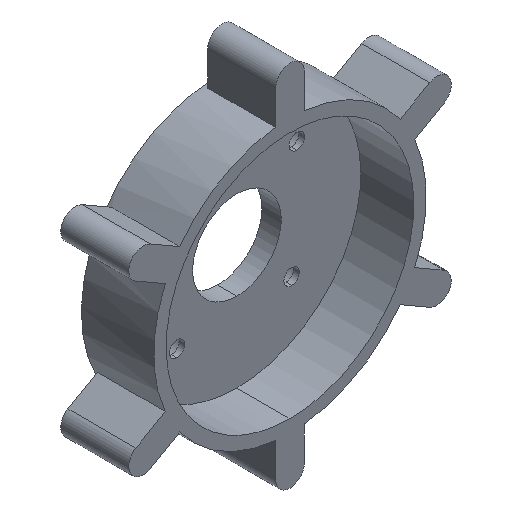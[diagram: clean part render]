
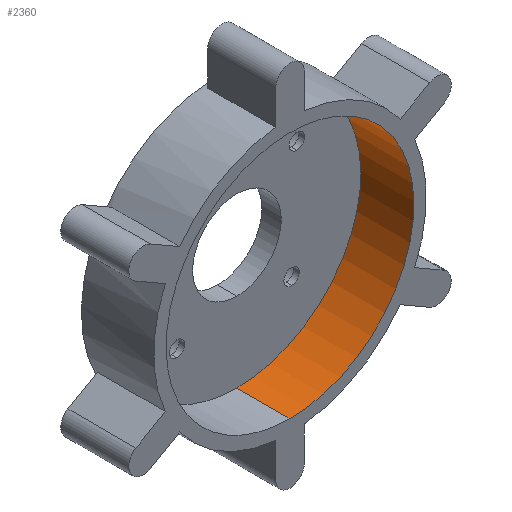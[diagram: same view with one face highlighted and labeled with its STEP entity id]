
A CAD part, isometric view. The second image highlights one B-rep face of the part: STEP entity #2360.
In plain terms, the highlighted free-form (B-spline) face has degree [2, 1] with [5, 2] control points.
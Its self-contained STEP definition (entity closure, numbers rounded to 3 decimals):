
#361 = EDGE_CURVE('',#362,#364,#366,.T.);
#362 = VERTEX_POINT('',#363);
#363 = CARTESIAN_POINT('',(0.,7.957,-18.566));
#364 = VERTEX_POINT('',#365);
#365 = CARTESIAN_POINT('',(0.,0.,-18.566));
#366 = B_SPLINE_CURVE_WITH_KNOTS('',1,(#367,#368),.UNSPECIFIED.,.F.,.F.,
  (2,2),(50.118,57.318),.PIECEWISE_BEZIER_KNOTS.);
#367 = CARTESIAN_POINT('',(0.,7.957,-18.566));
#368 = CARTESIAN_POINT('',(0.,0.,-18.566));
#371 = VERTEX_POINT('',#372);
#372 = CARTESIAN_POINT('',(0.,0.,18.566));
#380 = EDGE_CURVE('',#381,#371,#383,.T.);
#381 = VERTEX_POINT('',#382);
#382 = CARTESIAN_POINT('',(0.,7.957,
    18.566));
#383 = B_SPLINE_CURVE_WITH_KNOTS('',1,(#384,#385),.UNSPECIFIED.,.F.,.F.,
  (2,2),(50.118,57.318),.PIECEWISE_BEZIER_KNOTS.);
#384 = CARTESIAN_POINT('',(0.,7.957,
    18.566));
#385 = CARTESIAN_POINT('',(0.,0.,18.566));
#1439 = EDGE_CURVE('',#364,#371,#1440,.T.);
#1440 = ( BOUNDED_CURVE() B_SPLINE_CURVE(2,(#1441,#1442,#1443,#1444,
#1445),.UNSPECIFIED.,.F.,.F.) B_SPLINE_CURVE_WITH_KNOTS((3,2,3),(0.,
1.571,3.142),.PIECEWISE_BEZIER_KNOTS.) CURVE() 
GEOMETRIC_REPRESENTATION_ITEM() RATIONAL_B_SPLINE_CURVE((1.,
0.707,1.,0.707,1.)) REPRESENTATION_ITEM('') );
#1441 = CARTESIAN_POINT('',(0.,0.,-18.566));
#1442 = CARTESIAN_POINT('',(18.566,0.,-18.566));
#1443 = CARTESIAN_POINT('',(18.566,0.,0.));
#1444 = CARTESIAN_POINT('',(18.566,0.,18.566));
#1445 = CARTESIAN_POINT('',(0.,0.,18.566));
#2347 = EDGE_CURVE('',#362,#381,#2348,.T.);
#2348 = ( BOUNDED_CURVE() B_SPLINE_CURVE(2,(#2349,#2350,#2351,#2352,
#2353),.UNSPECIFIED.,.F.,.F.) B_SPLINE_CURVE_WITH_KNOTS((3,2,3),(
    3.142,4.712,6.283),
.PIECEWISE_BEZIER_KNOTS.) CURVE() GEOMETRIC_REPRESENTATION_ITEM() 
RATIONAL_B_SPLINE_CURVE((1.,0.707,1.,0.707,1.)) 
REPRESENTATION_ITEM('') );
#2349 = CARTESIAN_POINT('',(0.,7.957,
    -18.566));
#2350 = CARTESIAN_POINT('',(18.566,7.957,
    -18.566));
#2351 = CARTESIAN_POINT('',(18.566,7.957,
    0.));
#2352 = CARTESIAN_POINT('',(18.566,7.957,
    18.566));
#2353 = CARTESIAN_POINT('',(0.,7.957,
    18.566));
#2360 = ADVANCED_FACE('',(#2361),#2367,.F.);
#2361 = FACE_BOUND('',#2362,.F.);
#2362 = EDGE_LOOP('',(#2363,#2364,#2365,#2366));
#2363 = ORIENTED_EDGE('',*,*,#1439,.F.);
#2364 = ORIENTED_EDGE('',*,*,#361,.F.);
#2365 = ORIENTED_EDGE('',*,*,#2347,.T.);
#2366 = ORIENTED_EDGE('',*,*,#380,.T.);
#2367 = ( BOUNDED_SURFACE() B_SPLINE_SURFACE(2,1,(
    (#2368,#2369)
    ,(#2370,#2371)
    ,(#2372,#2373)
    ,(#2374,#2375)
    ,(#2376,#2377
)),.UNSPECIFIED.,.F.,.F.,.F.) B_SPLINE_SURFACE_WITH_KNOTS((3,2,3),(2,2),
  (0.,1.571,3.142),(50.118,57.318),
.PIECEWISE_BEZIER_KNOTS.) GEOMETRIC_REPRESENTATION_ITEM() 
RATIONAL_B_SPLINE_SURFACE((
    (1.,1.)
    ,(0.707,0.707)
    ,(1.,1.)
    ,(0.707,0.707)
,(1.,1.))) REPRESENTATION_ITEM('') SURFACE() );
#2368 = CARTESIAN_POINT('',(0.,7.957,-18.566));
#2369 = CARTESIAN_POINT('',(0.,0.,-18.566));
#2370 = CARTESIAN_POINT('',(18.566,7.957,
    -18.566));
#2371 = CARTESIAN_POINT('',(18.566,0.,-18.566));
#2372 = CARTESIAN_POINT('',(18.566,7.957,
    0.));
#2373 = CARTESIAN_POINT('',(18.566,0.,0.));
#2374 = CARTESIAN_POINT('',(18.566,7.957,
    18.566));
#2375 = CARTESIAN_POINT('',(18.566,0.,18.566));
#2376 = CARTESIAN_POINT('',(0.,7.957,
    18.566));
#2377 = CARTESIAN_POINT('',(0.,0.,18.566));
